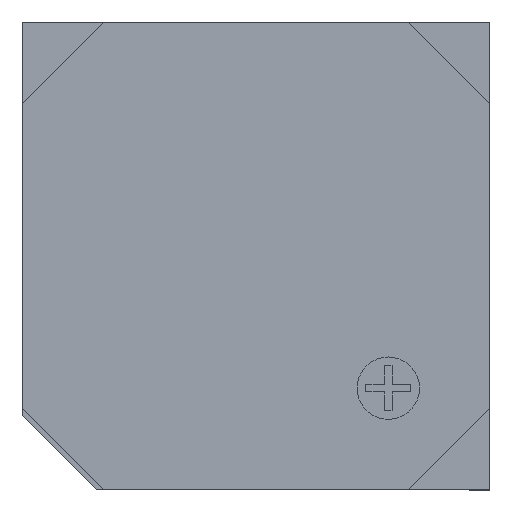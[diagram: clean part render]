
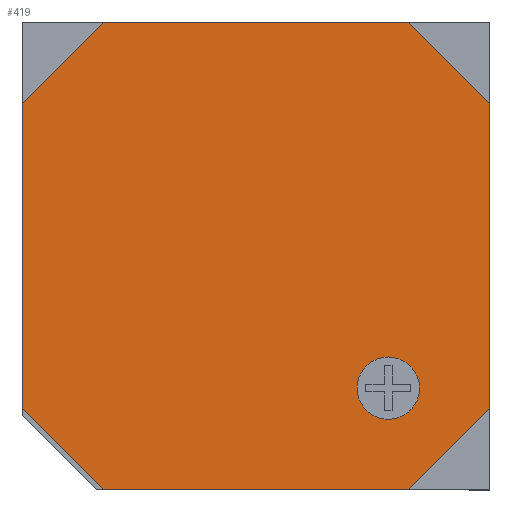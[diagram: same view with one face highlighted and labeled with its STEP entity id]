
A CAD part, top view. The second image highlights one B-rep face of the part: STEP entity #419.
In plain terms, the highlighted face is planar.
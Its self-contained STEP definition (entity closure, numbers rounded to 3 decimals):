
#419=ADVANCED_FACE('',(#858,#860),#862,.T.);
#858=FACE_BOUND('',#859,.T.);
#859=EDGE_LOOP('',(#1161,#1162,#1163,#1164,#1165,#1166,#1167,#1168));
#860=FACE_BOUND('',#861,.T.);
#861=EDGE_LOOP('',(#1169));
#862=PLANE('',#863);
#863=AXIS2_PLACEMENT_3D('',#864,#865,#866);
#864=CARTESIAN_POINT('',(0.,2.5,0.));
#865=DIRECTION('',(0.,1.,0.));
#866=DIRECTION('',(0.,-0.,1.));
#1161=ORIENTED_EDGE('',*,*,#1342,.T.);
#1162=ORIENTED_EDGE('',*,*,#1360,.T.);
#1163=ORIENTED_EDGE('',*,*,#1344,.T.);
#1164=ORIENTED_EDGE('',*,*,#1361,.T.);
#1165=ORIENTED_EDGE('',*,*,#1352,.T.);
#1166=ORIENTED_EDGE('',*,*,#1362,.T.);
#1167=ORIENTED_EDGE('',*,*,#1358,.T.);
#1168=ORIENTED_EDGE('',*,*,#1363,.T.);
#1169=ORIENTED_EDGE('',*,*,#1338,.F.);
#1338=EDGE_CURVE('',#1497,#1497,#1498,.T.);
#1342=EDGE_CURVE('',#1506,#1504,#1507,.T.);
#1344=EDGE_CURVE('',#1509,#1510,#1511,.T.);
#1352=EDGE_CURVE('',#1525,#1526,#1527,.T.);
#1358=EDGE_CURVE('',#1538,#1536,#1539,.T.);
#1360=EDGE_CURVE('',#1504,#1509,#1541,.T.);
#1361=EDGE_CURVE('',#1510,#1525,#1542,.T.);
#1362=EDGE_CURVE('',#1526,#1538,#1543,.T.);
#1363=EDGE_CURVE('',#1536,#1506,#1544,.T.);
#1497=VERTEX_POINT('',#1808);
#1498=CIRCLE('',#1809,0.5);
#1504=VERTEX_POINT('',#1823);
#1506=VERTEX_POINT('',#1827);
#1507=LINE('',#1828,#1829);
#1509=VERTEX_POINT('',#1834);
#1510=VERTEX_POINT('',#1835);
#1511=LINE('',#1836,#1837);
#1525=VERTEX_POINT('',#1866);
#1526=VERTEX_POINT('',#1867);
#1527=LINE('',#1868,#1869);
#1536=VERTEX_POINT('',#1887);
#1538=VERTEX_POINT('',#1891);
#1539=LINE('',#1892,#1893);
#1541=LINE('',#1898,#1899);
#1542=LINE('',#1901,#1902);
#1543=LINE('',#1904,#1905);
#1544=LINE('',#1907,#1908);
#1808=CARTESIAN_POINT('',(-2.121,2.5,2.621));
#1809=AXIS2_PLACEMENT_3D('',#1810,#1811,#1812);
#1810=CARTESIAN_POINT('',(-2.121,2.5,2.121));
#1811=DIRECTION('',(0.,1.,0.));
#1812=DIRECTION('',(0.,0.,-1.));
#1823=CARTESIAN_POINT('',(3.75,2.5,-2.45));
#1827=CARTESIAN_POINT('',(3.75,2.5,2.45));
#1828=CARTESIAN_POINT('',(3.75,2.5,2.45));
#1829=VECTOR('',#1830,1.);
#1830=DIRECTION('',(0.,0.,-1.));
#1834=CARTESIAN_POINT('',(2.45,2.5,-3.75));
#1835=CARTESIAN_POINT('',(-2.45,2.5,-3.75));
#1836=CARTESIAN_POINT('',(2.45,2.5,-3.75));
#1837=VECTOR('',#1838,1.);
#1838=DIRECTION('',(-1.,0.,0.));
#1866=CARTESIAN_POINT('',(-3.75,2.5,-2.45));
#1867=CARTESIAN_POINT('',(-3.75,2.5,2.45));
#1868=CARTESIAN_POINT('',(-3.75,2.5,-2.45));
#1869=VECTOR('',#1870,1.);
#1870=DIRECTION('',(0.,0.,1.));
#1887=CARTESIAN_POINT('',(2.45,2.5,3.75));
#1891=CARTESIAN_POINT('',(-2.45,2.5,3.75));
#1892=CARTESIAN_POINT('',(-2.45,2.5,3.75));
#1893=VECTOR('',#1894,1.);
#1894=DIRECTION('',(1.,0.,0.));
#1898=CARTESIAN_POINT('',(3.75,2.5,-2.45));
#1899=VECTOR('',#1900,1.);
#1900=DIRECTION('',(-0.707,0.,-0.707));
#1901=CARTESIAN_POINT('',(-2.45,2.5,-3.75));
#1902=VECTOR('',#1903,1.);
#1903=DIRECTION('',(-0.707,0.,0.707));
#1904=CARTESIAN_POINT('',(-3.75,2.5,2.45));
#1905=VECTOR('',#1906,1.);
#1906=DIRECTION('',(0.707,0.,0.707));
#1907=CARTESIAN_POINT('',(2.45,2.5,3.75));
#1908=VECTOR('',#1909,1.);
#1909=DIRECTION('',(0.707,0.,-0.707));
